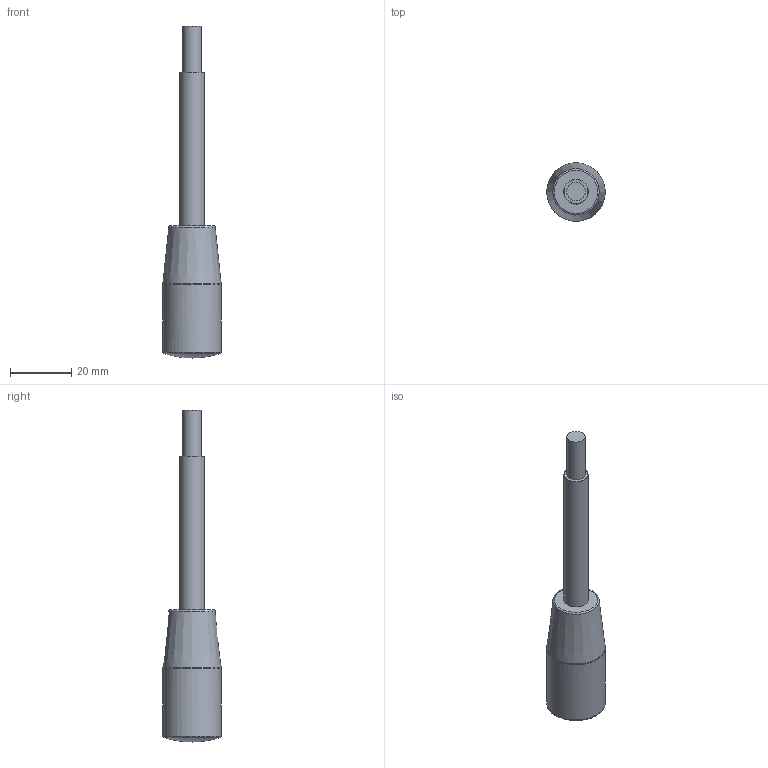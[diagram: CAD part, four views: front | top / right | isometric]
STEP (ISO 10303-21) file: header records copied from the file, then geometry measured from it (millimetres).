
FILE_DESCRIPTION(/* description */ (''),/* implementation_level */ '2;1');
FILE_NAME(/* name */ 'XLG6-43-50.stp',/* time_stamp */ '2023-05-15T16:03:38+09:00',/* author */ ('user'),/* organization */ (''),/* preprocessor_version */ 'ST-DEVELOPER v15.6',/* originating_system */ 'Autodesk Inventor 2015',/* authorisation */ '');
FILE_SCHEMA (('AUTOMOTIVE_DESIGN { 1 0 10303 214 3 1 1 }'));
Length unit declared in the file: millimetre
Products named in the file (3): DR_XOG6-43; SPT6-50; XLG6-43-50
Bounding box: 19 x 19 x 108 mm (x, y, z)
Volume: 13668.8 mm3; surface area: 4942.9 mm2
Topology: 2 solids, 2 shells, 19 faces, 33 edges, 19 vertices
Faces by surface type: cone 5, cylinder 5, plane 5, torus 2, bspline 2
Full cylindrical faces by diameter (mm): 6 x3, 8 x1, 19 x1
Entity records: 618 total; most frequent: CARTESIAN_POINT 225, DIRECTION 76, ORIENTED_EDGE 38, AXIS2_PLACEMENT_3D 38, EDGE_LOOP 33, FACE_OUTER_BOUND 19, EDGE_CURVE 19, ADVANCED_FACE 19
